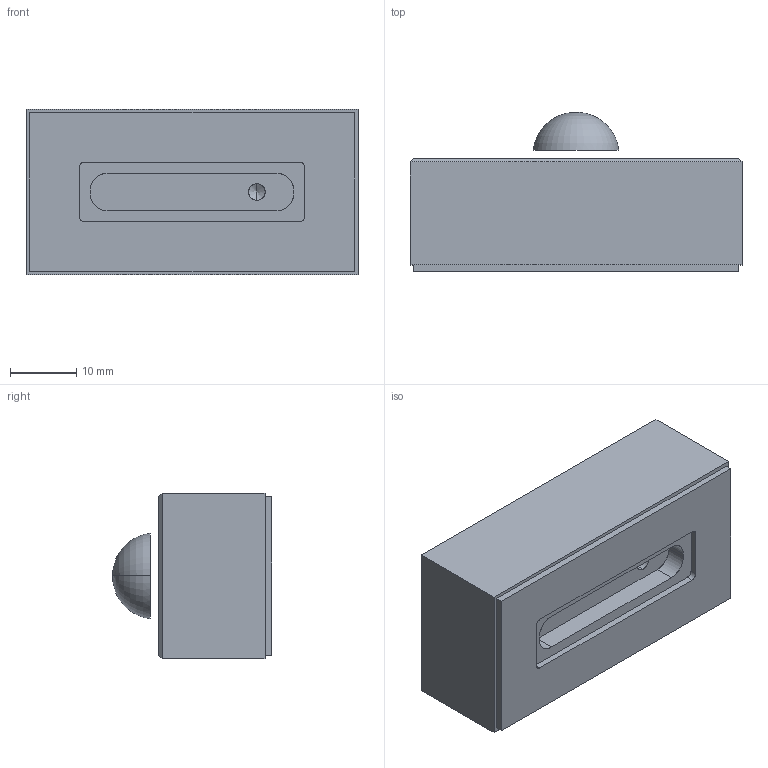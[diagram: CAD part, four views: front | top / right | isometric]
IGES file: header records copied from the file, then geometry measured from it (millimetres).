
Start section: SolidWorks IGES file using analytic representation for surfaces
Global section: file name: OAVF25L50V_basic.IGS; native system: SolidWorks 2021; preprocessor: SolidWorks 2021; author: 16097; date: 221215.152557; units: inch
Bounding box: 50 x 23.97 x 25 mm (x, y, z)
Surface area: 5568.4 mm2 (no closed solid volume)
Topology: 0 solids, 0 shells, 208 faces, 1348 edges, 1334 vertices
Faces by surface type: revolution 180, bspline 28
